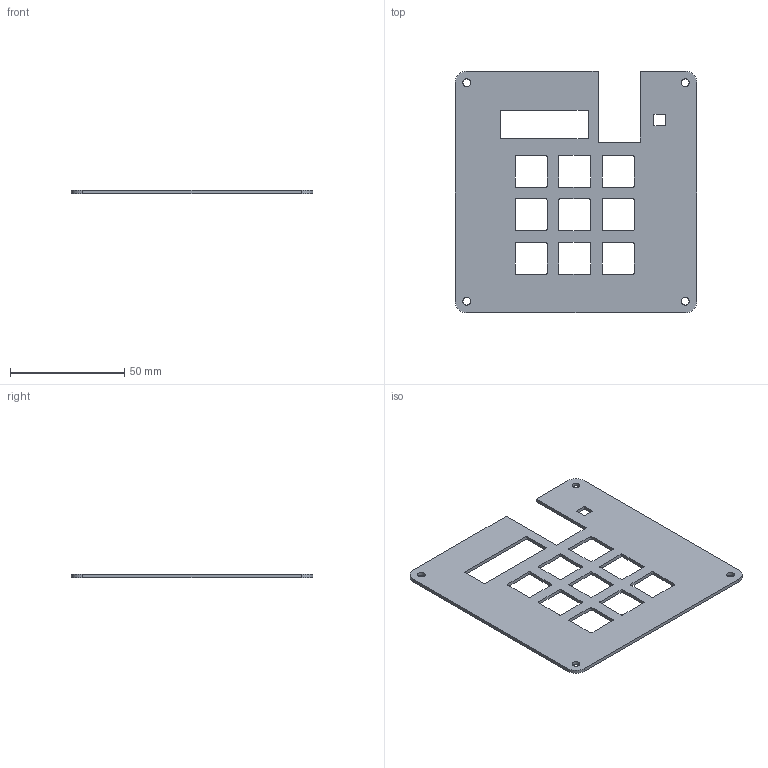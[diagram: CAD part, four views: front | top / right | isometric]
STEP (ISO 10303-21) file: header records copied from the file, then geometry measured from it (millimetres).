
FILE_DESCRIPTION(/* description */ (''),/* implementation_level */ '2;1');
FILE_NAME(/* name */ 'top_cover.step',/* time_stamp */ '2025-07-30T19:20:49+10:00',/* author */ (''),/* organization */ (''),/* preprocessor_version */ 'ST-DEVELOPER v20.1',/* originating_system */ 'Autodesk Translation Framework v14.10.0.0',/* authorisation */ '');
FILE_SCHEMA (('AUTOMOTIVE_DESIGN { 1 0 10303 214 3 1 1 }'));
Length unit declared in the file: millimetre
Products named in the file (1): top_cover
Bounding box: 105.72 x 105.72 x 1.5 mm (x, y, z)
Volume: 12417.3 mm3; surface area: 18262.3 mm2
Topology: 1 solids, 1 shells, 98 faces, 288 edges, 192 vertices
Faces by surface type: plane 54, cylinder 44
Full cylindrical faces by diameter (mm): 3.4 x4
Entity records: 3373 total; most frequent: CARTESIAN_POINT 579, ORIENTED_EDGE 576, DIRECTION 574, EDGE_CURVE 288, LINE 200, VECTOR 200, VERTEX_POINT 192, AXIS2_PLACEMENT_3D 187
